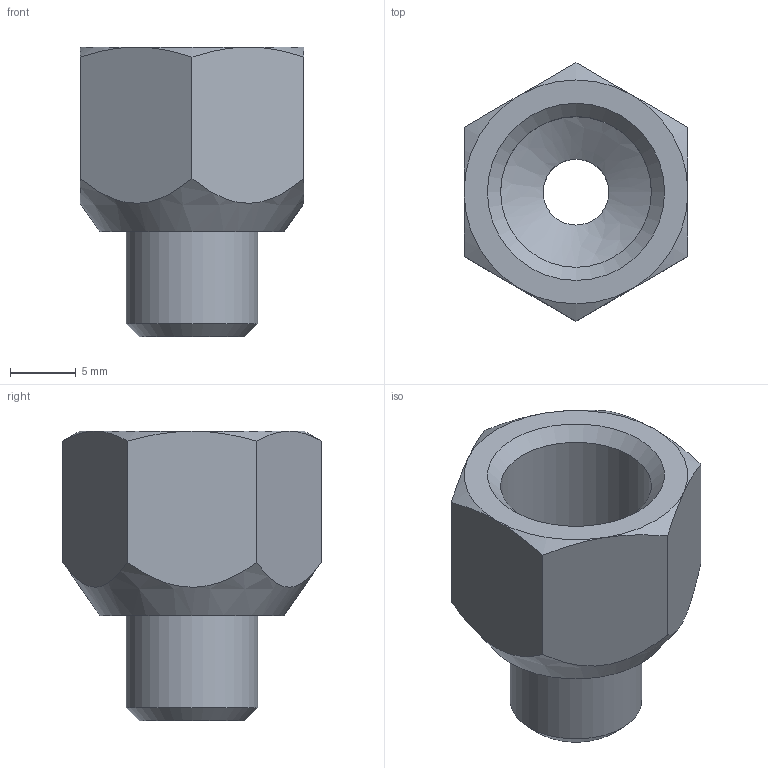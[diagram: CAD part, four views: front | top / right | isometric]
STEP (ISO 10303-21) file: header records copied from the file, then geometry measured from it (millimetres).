
FILE_DESCRIPTION((''),'2;1');
FILE_NAME('Reduzierstueck G1_4 auf M10x1 A260011518.stp','2006-07-21T08:29:22',('ScheitB'),(''),'Autodesk Inventor 10','Autodesk Inventor 10','');
FILE_SCHEMA(('AUTOMOTIVE_DESIGN { 1 0 10303 214 1 1 1 1 }'));
Length unit declared in the file: millimetre
Products named in the file (1): anrds01b_A518
Bounding box: 17 x 19.63 x 22 mm (x, y, z)
Volume: 2573.6 mm3; surface area: 1934.9 mm2
Topology: 1 solids, 1 shells, 22 faces, 48 edges, 29 vertices
Faces by surface type: cone 9, plane 9, bspline 3, cylinder 1
Full cylindrical faces by diameter (mm): 10 x1
Entity records: 590 total; most frequent: CARTESIAN_POINT 176, ORIENTED_EDGE 78, DIRECTION 76, EDGE_CURVE 39, AXIS2_PLACEMENT_3D 35, EDGE_LOOP 32, VERTEX_POINT 27, FACE_OUTER_BOUND 22
